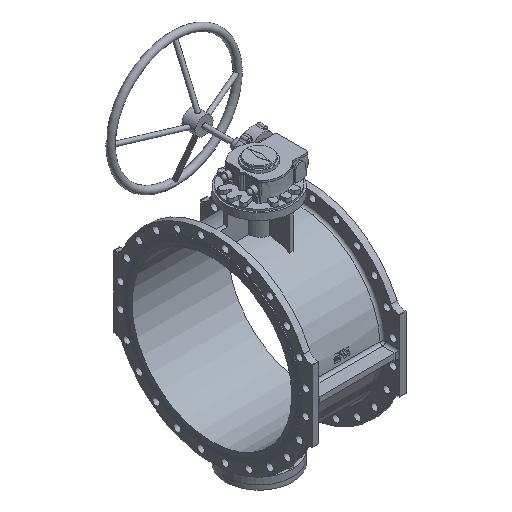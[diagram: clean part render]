
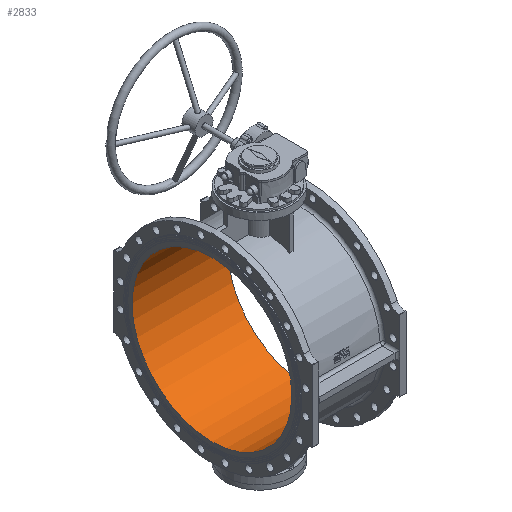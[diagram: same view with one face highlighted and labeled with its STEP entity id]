
A CAD part, isometric view. The second image highlights one B-rep face of the part: STEP entity #2833.
In plain terms, the highlighted cylindrical face has radius 359 mm (diameter 718 mm), a full revolution.
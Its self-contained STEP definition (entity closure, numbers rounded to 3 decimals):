
#2611 = CARTESIAN_POINT ( 'NONE',  ( -215., 0., 359. ) ) ;
#2642 = CARTESIAN_POINT ( 'NONE',  ( 215., 0., 359. ) ) ;
#2833 = ADVANCED_FACE ( 'NONE', ( #4314, #4317 ), #4319, .F. ) ;
#4314 = FACE_OUTER_BOUND ( 'NONE', #6756, .T. ) ;
#4317 = FACE_OUTER_BOUND ( 'NONE', #6735, .T. ) ;
#4319 = CYLINDRICAL_SURFACE ( 'NONE', #6043, 359. ) ;
#6043 = AXIS2_PLACEMENT_3D ( 'NONE', #17401, #17397, #17398 ) ;
#6735 = EDGE_LOOP ( 'NONE', ( #10999 ) ) ;
#6756 = EDGE_LOOP ( 'NONE', ( #11003 ) ) ;
#10999 = ORIENTED_EDGE ( 'NONE', *, *, #15673, .F. ) ;
#11003 = ORIENTED_EDGE ( 'NONE', *, *, #15627, .T. ) ;
#15627 = EDGE_CURVE ( 'NONE', #25938, #25938, #25098, .T. ) ;
#15673 = EDGE_CURVE ( 'NONE', #25969, #25969, #25154, .T. ) ;
#17397 = DIRECTION ( 'NONE',  ( -1., 0., 0. ) ) ;
#17398 = DIRECTION ( 'NONE',  ( 0., 0., 1. ) ) ;
#17401 = CARTESIAN_POINT ( 'NONE',  ( 0., 0., 0. ) ) ;
#24664 = CARTESIAN_POINT ( 'NONE',  ( -215., 0., 0. ) ) ;
#24665 = DIRECTION ( 'NONE',  ( -1., 0., 0. ) ) ;
#24666 = DIRECTION ( 'NONE',  ( 0., 0., 1. ) ) ;
#24792 = CARTESIAN_POINT ( 'NONE',  ( 215., 0., 0. ) ) ;
#24793 = DIRECTION ( 'NONE',  ( -1., 0., 0. ) ) ;
#24794 = DIRECTION ( 'NONE',  ( 0., 0., 1. ) ) ;
#25098 = CIRCLE ( 'NONE', #26070, 359. ) ;
#25154 = CIRCLE ( 'NONE', #26106, 359. ) ;
#25938 = VERTEX_POINT ( 'NONE', #2611 ) ;
#25969 = VERTEX_POINT ( 'NONE', #2642 ) ;
#26070 = AXIS2_PLACEMENT_3D ( 'NONE', #24664, #24665, #24666 ) ;
#26106 = AXIS2_PLACEMENT_3D ( 'NONE', #24792, #24793, #24794 ) ;
